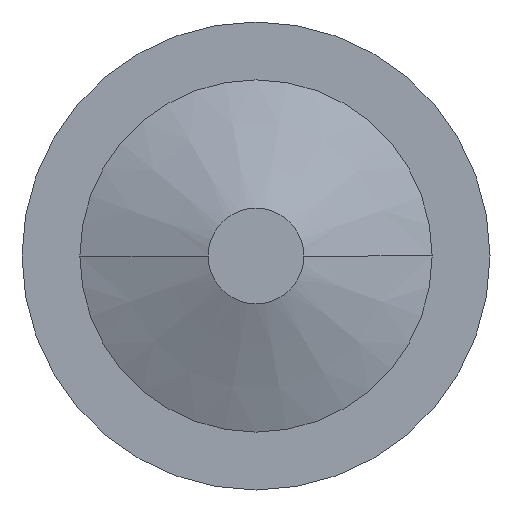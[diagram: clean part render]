
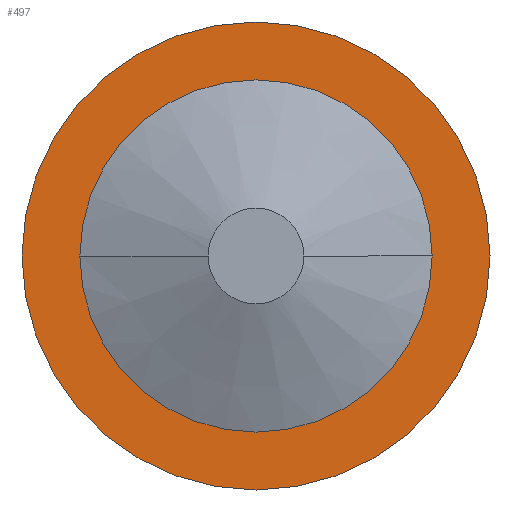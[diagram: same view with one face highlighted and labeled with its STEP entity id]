
A CAD part, front view. The second image highlights one B-rep face of the part: STEP entity #497.
In plain terms, the highlighted planar face has unit normal (0, -1, 0).
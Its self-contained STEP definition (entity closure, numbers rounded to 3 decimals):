
#15 = DIRECTION ( 'NONE',  ( 0., 1., 0. ) ) ;
#42 = AXIS2_PLACEMENT_3D ( 'NONE', #404, #271, #183 ) ;
#43 = VERTEX_POINT ( 'NONE', #439 ) ;
#58 = AXIS2_PLACEMENT_3D ( 'NONE', #492, #101, #435 ) ;
#65 = DIRECTION ( 'NONE',  ( 1., 0., 0. ) ) ;
#68 = EDGE_CURVE ( 'NONE', #43, #255, #493, .T. ) ;
#69 = ORIENTED_EDGE ( 'NONE', *, *, #68, .T. ) ;
#74 = EDGE_CURVE ( 'NONE', #308, #507, #195, .T. ) ;
#101 = DIRECTION ( 'NONE',  ( 0., 1., 0. ) ) ;
#141 = CARTESIAN_POINT ( 'NONE',  ( 0., -3., 0. ) ) ;
#150 = EDGE_CURVE ( 'NONE', #255, #43, #299, .T. ) ;
#169 = DIRECTION ( 'NONE',  ( 0., 1., 0. ) ) ;
#183 = DIRECTION ( 'NONE',  ( -1., 0., 0. ) ) ;
#195 = CIRCLE ( 'NONE', #514, 23.25 ) ;
#255 = VERTEX_POINT ( 'NONE', #401 ) ;
#256 = ORIENTED_EDGE ( 'NONE', *, *, #295, .F. ) ;
#271 = DIRECTION ( 'NONE',  ( 0., 1., 0. ) ) ;
#283 = CIRCLE ( 'NONE', #42, 23.25 ) ;
#295 = EDGE_CURVE ( 'NONE', #507, #308, #283, .T. ) ;
#299 = CIRCLE ( 'NONE', #552, 17.5 ) ;
#308 = VERTEX_POINT ( 'NONE', #425 ) ;
#316 = EDGE_LOOP ( 'NONE', ( #69, #474 ) ) ;
#327 = CARTESIAN_POINT ( 'NONE',  ( 23.25, -3., 0. ) ) ;
#332 = PLANE ( 'NONE',  #448 ) ;
#344 = ORIENTED_EDGE ( 'NONE', *, *, #74, .F. ) ;
#348 = CARTESIAN_POINT ( 'NONE',  ( 0., -3., 0. ) ) ;
#373 = DIRECTION ( 'NONE',  ( 0., -1., 0. ) ) ;
#401 = CARTESIAN_POINT ( 'NONE',  ( 17.5, -3., 0. ) ) ;
#404 = CARTESIAN_POINT ( 'NONE',  ( 0., -3., 0. ) ) ;
#411 = DIRECTION ( 'NONE',  ( -1., 0., 0. ) ) ;
#425 = CARTESIAN_POINT ( 'NONE',  ( -23.25, -3., 0. ) ) ;
#426 = FACE_BOUND ( 'NONE', #316, .T. ) ;
#435 = DIRECTION ( 'NONE',  ( -1., 0., 0. ) ) ;
#439 = CARTESIAN_POINT ( 'NONE',  ( -17.5, -3., 0. ) ) ;
#448 = AXIS2_PLACEMENT_3D ( 'NONE', #539, #373, #65 ) ;
#465 = FACE_OUTER_BOUND ( 'NONE', #517, .T. ) ;
#474 = ORIENTED_EDGE ( 'NONE', *, *, #150, .T. ) ;
#480 = DIRECTION ( 'NONE',  ( -1., 0., 0. ) ) ;
#492 = CARTESIAN_POINT ( 'NONE',  ( 0., -3., 0. ) ) ;
#493 = CIRCLE ( 'NONE', #58, 17.5 ) ;
#497 = ADVANCED_FACE ( 'NONE', ( #426, #465 ), #332, .T. ) ;
#507 = VERTEX_POINT ( 'NONE', #327 ) ;
#514 = AXIS2_PLACEMENT_3D ( 'NONE', #348, #169, #480 ) ;
#517 = EDGE_LOOP ( 'NONE', ( #344, #256 ) ) ;
#539 = CARTESIAN_POINT ( 'NONE',  ( -23.25, -3., 0. ) ) ;
#552 = AXIS2_PLACEMENT_3D ( 'NONE', #141, #15, #411 ) ;
